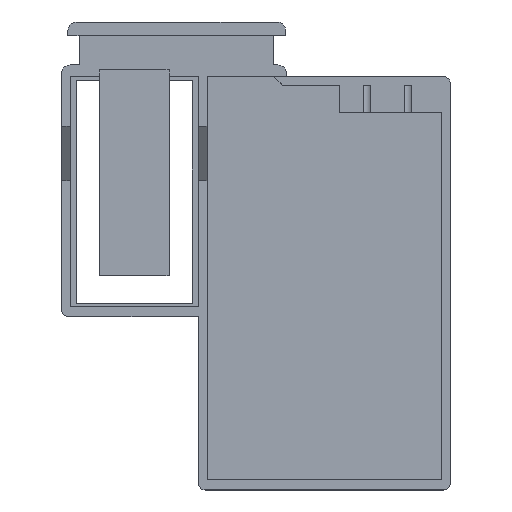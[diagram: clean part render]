
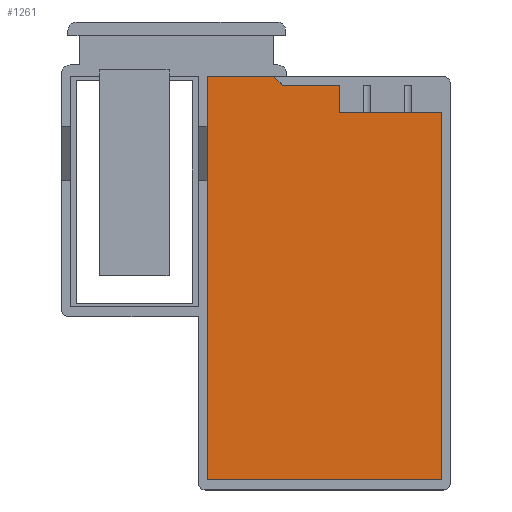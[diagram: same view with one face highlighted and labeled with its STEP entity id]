
A CAD part, top view. The second image highlights one B-rep face of the part: STEP entity #1261.
In plain terms, the highlighted planar face has unit normal (0, 0, 1).
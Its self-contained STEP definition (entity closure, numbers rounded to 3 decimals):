
#289 = EDGE_CURVE('',#290,#292,#294,.T.);
#290 = VERTEX_POINT('',#291);
#291 = CARTESIAN_POINT('',(20.475,17.65,1.));
#292 = VERTEX_POINT('',#293);
#293 = CARTESIAN_POINT('',(20.475,17.64,1.));
#294 = LINE('',#295,#296);
#295 = CARTESIAN_POINT('',(20.475,17.65,1.));
#296 = VECTOR('',#297,1.);
#297 = DIRECTION('',(0.,-1.,0.));
#320 = EDGE_CURVE('',#292,#321,#323,.T.);
#321 = VERTEX_POINT('',#322);
#322 = CARTESIAN_POINT('',(21.715,16.4,1.));
#323 = LINE('',#324,#325);
#324 = CARTESIAN_POINT('',(18.333,19.783,1.));
#325 = VECTOR('',#326,1.);
#326 = DIRECTION('',(0.707,-0.707,0.));
#344 = EDGE_CURVE('',#345,#290,#347,.T.);
#345 = VERTEX_POINT('',#346);
#346 = CARTESIAN_POINT('',(10.675,17.65,1.));
#347 = LINE('',#348,#349);
#348 = CARTESIAN_POINT('',(10.675,17.65,1.));
#349 = VECTOR('',#350,1.);
#350 = DIRECTION('',(1.,0.,0.));
#486 = EDGE_CURVE('',#321,#487,#489,.T.);
#487 = VERTEX_POINT('',#488);
#488 = CARTESIAN_POINT('',(30.175,16.4,1.));
#489 = LINE('',#490,#491);
#490 = CARTESIAN_POINT('',(20.475,16.4,1.));
#491 = VECTOR('',#492,1.);
#492 = DIRECTION('',(1.,0.,0.));
#541 = EDGE_CURVE('',#487,#542,#544,.T.);
#542 = VERTEX_POINT('',#543);
#543 = CARTESIAN_POINT('',(30.175,12.4,1.));
#544 = LINE('',#545,#546);
#545 = CARTESIAN_POINT('',(30.175,17.65,1.));
#546 = VECTOR('',#547,1.);
#547 = DIRECTION('',(0.,-1.,0.));
#590 = EDGE_CURVE('',#542,#591,#593,.T.);
#591 = VERTEX_POINT('',#592);
#592 = CARTESIAN_POINT('',(45.175,12.4,1.));
#593 = LINE('',#594,#595);
#594 = CARTESIAN_POINT('',(30.175,12.4,1.));
#595 = VECTOR('',#596,1.);
#596 = DIRECTION('',(1.,0.,0.));
#1065 = EDGE_CURVE('',#591,#1066,#1068,.T.);
#1066 = VERTEX_POINT('',#1067);
#1067 = CARTESIAN_POINT('',(45.175,-41.6,1.));
#1068 = LINE('',#1069,#1070);
#1069 = CARTESIAN_POINT('',(45.175,17.65,1.));
#1070 = VECTOR('',#1071,1.);
#1071 = DIRECTION('',(0.,-1.,0.));
#1132 = VERTEX_POINT('',#1133);
#1133 = CARTESIAN_POINT('',(10.675,-41.6,1.));
#1139 = EDGE_CURVE('',#1066,#1132,#1140,.T.);
#1140 = LINE('',#1141,#1142);
#1141 = CARTESIAN_POINT('',(45.175,-41.6,1.));
#1142 = VECTOR('',#1143,1.);
#1143 = DIRECTION('',(-1.,0.,0.));
#1179 = EDGE_CURVE('',#345,#1132,#1180,.T.);
#1180 = LINE('',#1181,#1182);
#1181 = CARTESIAN_POINT('',(10.675,17.65,1.));
#1182 = VECTOR('',#1183,1.);
#1183 = DIRECTION('',(0.,-1.,0.));
#1261 = ADVANCED_FACE('',(#1262),#1273,.F.);
#1262 = FACE_BOUND('',#1263,.F.);
#1263 = EDGE_LOOP('',(#1264,#1265,#1266,#1267,#1268,#1269,#1270,#1271,
    #1272));
#1264 = ORIENTED_EDGE('',*,*,#486,.T.);
#1265 = ORIENTED_EDGE('',*,*,#541,.T.);
#1266 = ORIENTED_EDGE('',*,*,#590,.T.);
#1267 = ORIENTED_EDGE('',*,*,#1065,.T.);
#1268 = ORIENTED_EDGE('',*,*,#1139,.T.);
#1269 = ORIENTED_EDGE('',*,*,#1179,.F.);
#1270 = ORIENTED_EDGE('',*,*,#344,.T.);
#1271 = ORIENTED_EDGE('',*,*,#289,.T.);
#1272 = ORIENTED_EDGE('',*,*,#320,.T.);
#1273 = PLANE('',#1274);
#1274 = AXIS2_PLACEMENT_3D('',#1275,#1276,#1277);
#1275 = CARTESIAN_POINT('',(10.675,17.65,1.));
#1276 = DIRECTION('',(0.,0.,-1.));
#1277 = DIRECTION('',(0.,-1.,0.));
